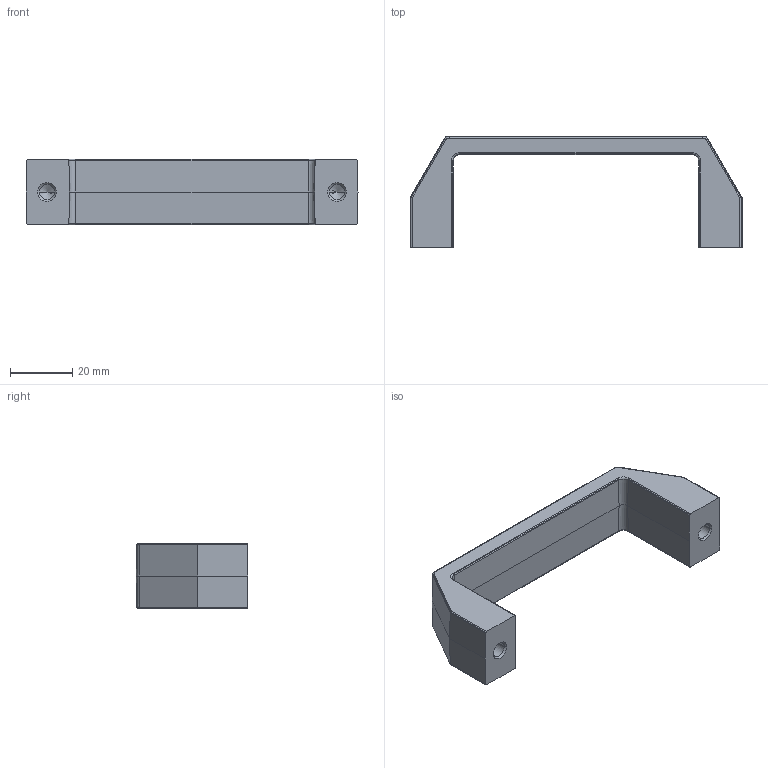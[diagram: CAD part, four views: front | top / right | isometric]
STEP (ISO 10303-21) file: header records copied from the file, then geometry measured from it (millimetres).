
FILE_DESCRIPTION(('STEP AP214'),'1');
FILE_NAME(' ',' ',('TraceParts'),('TraceParts S.A.'),'XStep 1.0',' ',' ');
FILE_SCHEMA(('automotive_design'));
Length unit declared in the file: millimetre
Products named in the file (1): 1
Bounding box: 107 x 36 x 21 mm (x, y, z)
Volume: 25229.9 mm3; surface area: 9600.7 mm2
Topology: 1 solids, 1 shells, 90 faces, 212 edges, 124 vertices
Faces by surface type: cylinder 40, plane 22, cone 20, torus 8
Entity records: 2555 total; most frequent: DIRECTION 490, CARTESIAN_POINT 423, ORIENTED_EDGE 416, EDGE_CURVE 208, AXIS2_PLACEMENT_3D 191, VERTEX_POINT 124, LINE 108, VECTOR 108
